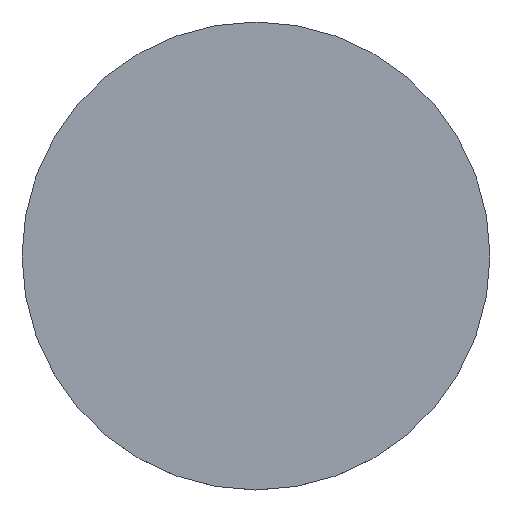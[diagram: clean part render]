
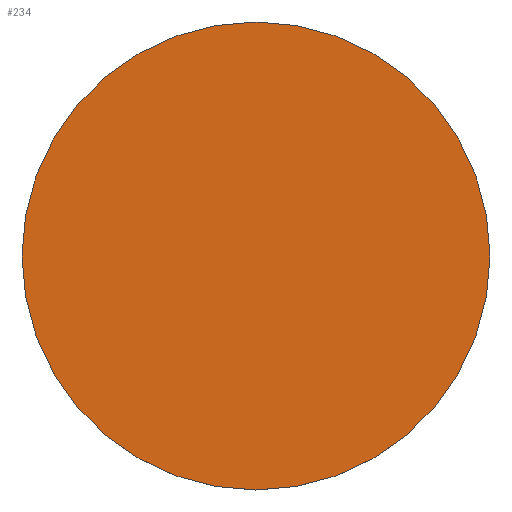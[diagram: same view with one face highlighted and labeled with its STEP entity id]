
A CAD part, top view. The second image highlights one B-rep face of the part: STEP entity #234.
In plain terms, the highlighted planar face has unit normal (0, 0, 1).
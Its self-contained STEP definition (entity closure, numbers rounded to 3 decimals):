
#1 = ORIENTED_EDGE ( 'NONE', *, *, #155, .F. ) ;
#7 = AXIS2_PLACEMENT_3D ( 'NONE', #213, #156, #226 ) ;
#17 = DIRECTION ( 'NONE',  ( 1., 0., 0. ) ) ;
#28 = DIRECTION ( 'NONE',  ( 0., 0., -1. ) ) ;
#67 = DIRECTION ( 'NONE',  ( 1., 0., 0. ) ) ;
#73 = CARTESIAN_POINT ( 'NONE',  ( 25.4, 0., 12.2 ) ) ;
#120 = CARTESIAN_POINT ( 'NONE',  ( 0., 52.02, 12.2 ) ) ;
#128 = EDGE_CURVE ( 'NONE', #217, #129, #195, .T. ) ;
#129 = VERTEX_POINT ( 'NONE', #168 ) ;
#136 = CARTESIAN_POINT ( 'NONE',  ( 0., 0., 12.2 ) ) ;
#146 = AXIS2_PLACEMENT_3D ( 'NONE', #136, #28, #67 ) ;
#152 = ORIENTED_EDGE ( 'NONE', *, *, #128, .F. ) ;
#155 = EDGE_CURVE ( 'NONE', #129, #217, #200, .T. ) ;
#156 = DIRECTION ( 'NONE',  ( 0., 0., -1. ) ) ;
#162 = EDGE_LOOP ( 'NONE', ( #152, #1 ) ) ;
#168 = CARTESIAN_POINT ( 'NONE',  ( -25.4, 0., 12.2 ) ) ;
#183 = FACE_OUTER_BOUND ( 'NONE', #162, .T. ) ;
#195 = CIRCLE ( 'NONE', #146, 25.4 ) ;
#197 = DIRECTION ( 'NONE',  ( 0., 0., 1. ) ) ;
#200 = CIRCLE ( 'NONE', #7, 25.4 ) ;
#213 = CARTESIAN_POINT ( 'NONE',  ( 0., 0., 12.2 ) ) ;
#217 = VERTEX_POINT ( 'NONE', #73 ) ;
#226 = DIRECTION ( 'NONE',  ( 1., 0., 0. ) ) ;
#227 = PLANE ( 'NONE',  #235 ) ;
#234 = ADVANCED_FACE ( 'NONE', ( #183 ), #227, .T. ) ;
#235 = AXIS2_PLACEMENT_3D ( 'NONE', #120, #197, #17 ) ;
